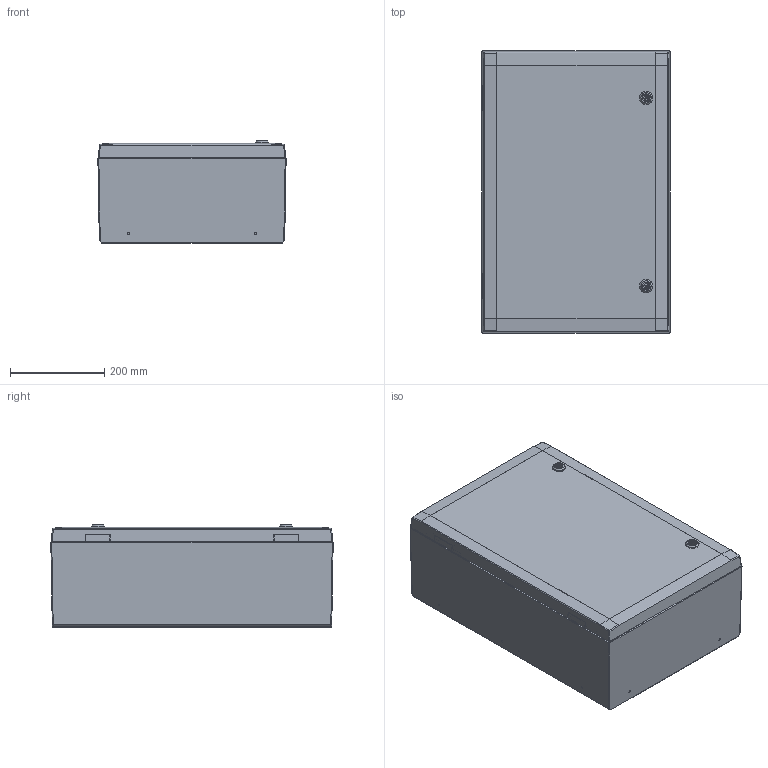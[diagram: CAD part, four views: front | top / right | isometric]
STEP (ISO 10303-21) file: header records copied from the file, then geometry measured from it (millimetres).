
FILE_DESCRIPTION (( 'STEP AP203' ), '1' );
FILE_NAME ('ARCA 604021.STEP', '2022-05-30T07:12:39', ( '' ), ( '' ), 'SwSTEP 2.0', 'SolidWorks 2021', '' );
FILE_SCHEMA (( 'CONFIG_CONTROL_DESIGN' ));
Length unit declared in the file: millimetre
Products named in the file (13): ARCA IEC DB small; 1000-u187-n2_asm; MPS 6040; 1000-102A-D_ASM; 1000-102A-1X_AF0; Cabinet 604018 Base; Lock Cam as OPEN position; 1000-102A-2X; 1000-02; ARCA 604021; Cabinet hinge small; NewCab Lock Cam; Cabinet 604003 Cover
Assembly tree (15 placements, depth 4):
  ARCA 604021
    Cabinet 604018 Base
    Cabinet hinge small  x2
    Cabinet 604003 Cover
    ARCA IEC DB small  x2
      1000-102A-D_ASM
        1000-102A-1X_AF0
        1000-102A-2X
      1000-02
      1000-u187-n2_asm
      NewCab Lock Cam
    Lock Cam as OPEN position  x2
    MPS 6040
Bounding box: 400 x 600 x 217.2 mm (x, y, z)
Volume: 4606370.1 mm3; surface area: 2622133.5 mm2
Topology: 19 solids, 19 shells, 2949 faces, 7398 edges, 4746 vertices
Faces by surface type: plane 1921, cylinder 530, cone 326, bspline 144, torus 20, sphere 8
Entity records: 76191 total; most frequent: CARTESIAN_POINT 17799, ORIENTED_EDGE 12006, DIRECTION 11204, EDGE_CURVE 6003, LINE 4364, VECTOR 4364, VERTEX_POINT 3903, AXIS2_PLACEMENT_3D 3420
